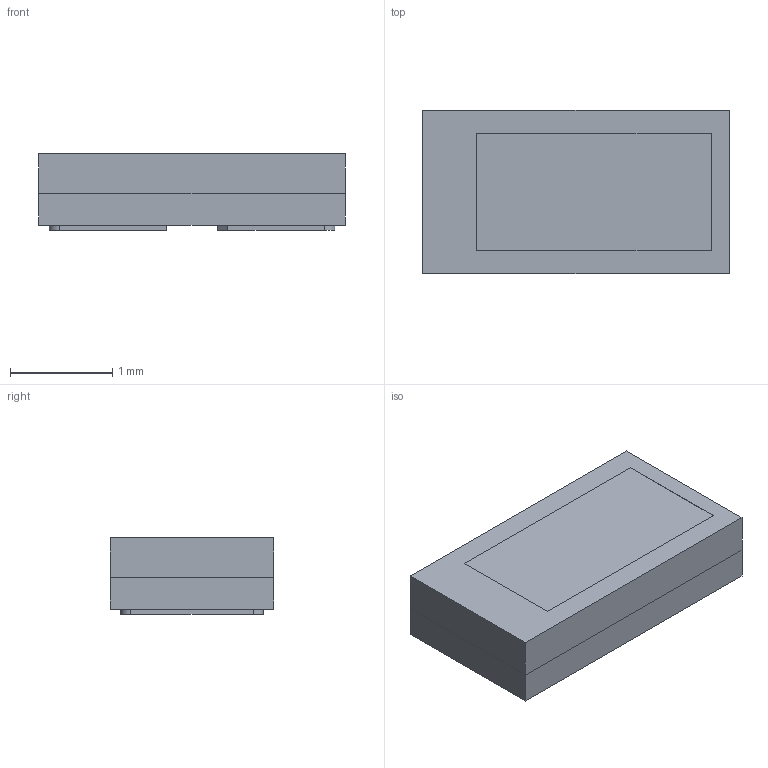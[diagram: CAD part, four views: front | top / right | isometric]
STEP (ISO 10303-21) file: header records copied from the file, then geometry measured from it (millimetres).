
FILE_DESCRIPTION (( 'STEP AP214' ), '1' );
FILE_NAME ('Assem1.STEP', '2023-01-30T05:23:29', ( '' ), ( '' ), 'SwSTEP 2.0', 'SolidWorks 2020', '' );
FILE_SCHEMA (( 'AUTOMOTIVE_DESIGN' ));
Length unit declared in the file: millimetre
Products named in the file (6): Part2.IGS; Assem1; Part3.IGS; Assem1.IGS; Part4.IGS; Part1.IGS
Assembly tree (5 placements, depth 3):
  Assem1
    Assem1.IGS
      Part1.IGS
      Part2.IGS
      Part3.IGS
      Part4.IGS
Bounding box: 3 x 1.6 x 0.75 mm (x, y, z)
Volume: 3.5 mm3; surface area: 38.5 mm2
Topology: 5 solids, 5 shells, 41 faces, 90 edges, 60 vertices
Faces by surface type: bspline 41
Entity records: 1289 total; most frequent: CARTESIAN_POINT 461, ORIENTED_EDGE 180, EDGE_CURVE 90, B_SPLINE_CURVE_WITH_KNOTS 88, VERTEX_POINT 60, EDGE_LOOP 42, FACE_OUTER_BOUND 41, ADVANCED_FACE 41
